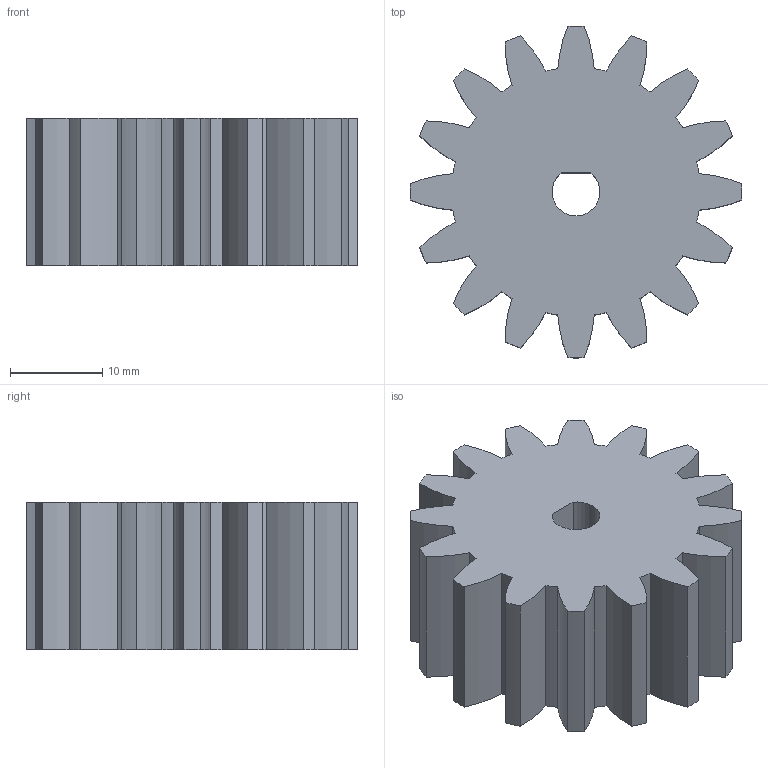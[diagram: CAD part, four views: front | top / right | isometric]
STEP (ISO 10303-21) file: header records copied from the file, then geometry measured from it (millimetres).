
FILE_DESCRIPTION(/* description */ (''),/* implementation_level */ '2;1');
FILE_NAME(/* name */ '',/* time_stamp */ '2025-12-13T18:16:55+03:00',/* author */ ('I9232'),/* organization */ (''),/* preprocessor_version */ 'ST-DEVELOPER v19.2',/* originating_system */ 'Autodesk Inventor 2023',/* authorisation */ '');
FILE_SCHEMA (('AUTOMOTIVE_DESIGN { 1 0 10303 214 3 1 1 }'));
Length unit declared in the file: millimetre
Products named in the file (1): Цилиндрическое зубчатое 
зацепление1
Bounding box: 36 x 36 x 16 mm (x, y, z)
Volume: 12452.9 mm3; surface area: 5050 mm2
Topology: 1 solids, 1 shells, 68 faces, 198 edges, 133 vertices
Faces by surface type: cylinder 65, plane 3
Entity records: 2390 total; most frequent: DIRECTION 466, CARTESIAN_POINT 400, ORIENTED_EDGE 396, AXIS2_PLACEMENT_3D 199, EDGE_CURVE 198, VERTEX_POINT 132, CIRCLE 130, EDGE_LOOP 70
